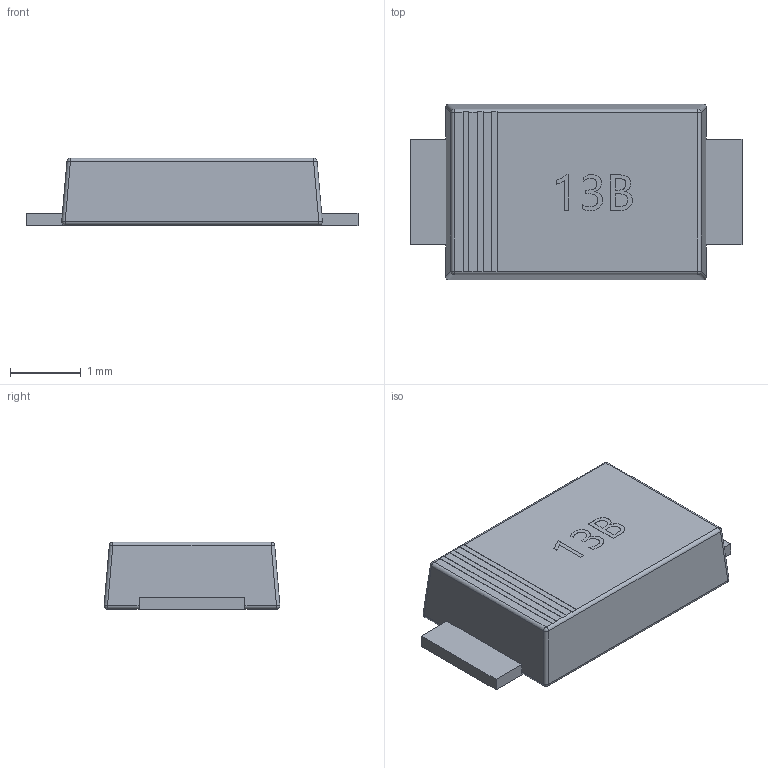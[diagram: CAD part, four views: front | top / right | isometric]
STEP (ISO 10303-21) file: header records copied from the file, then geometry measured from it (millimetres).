
FILE_DESCRIPTION (( 'STEP AP214' ), '1' );
FILE_NAME ('SOD-128_L3.7-W2.5-LS4.7-RD-1.STEP', '2021-09-06T03:36:59', ( 'PC' ), ( 'Microsoft' ), 'SwSTEP 2.0', 'SolidWorks 2018', '' );
FILE_SCHEMA (( 'AUTOMOTIVE_DESIGN' ));
Length unit declared in the file: millimetre
Products named in the file (2): SOD-128_L3.7-W2.5-LS4.7-RD-1
Bounding box: 4.7 x 2.49 x 0.96 mm (x, y, z)
Volume: 8.6 mm3; surface area: 32 mm2
Topology: 1 solids, 1 shells, 163 faces, 431 edges, 278 vertices
Faces by surface type: plane 101, bspline 36, cylinder 18, sphere 8
Entity records: 8695 total; most frequent: CARTESIAN_POINT 3074, ORIENTED_EDGE 846, DIRECTION 657, EDGE_CURVE 423, LINE 303, VECTOR 303, VERTEX_POINT 274, AXIS2_PLACEMENT_3D 177
